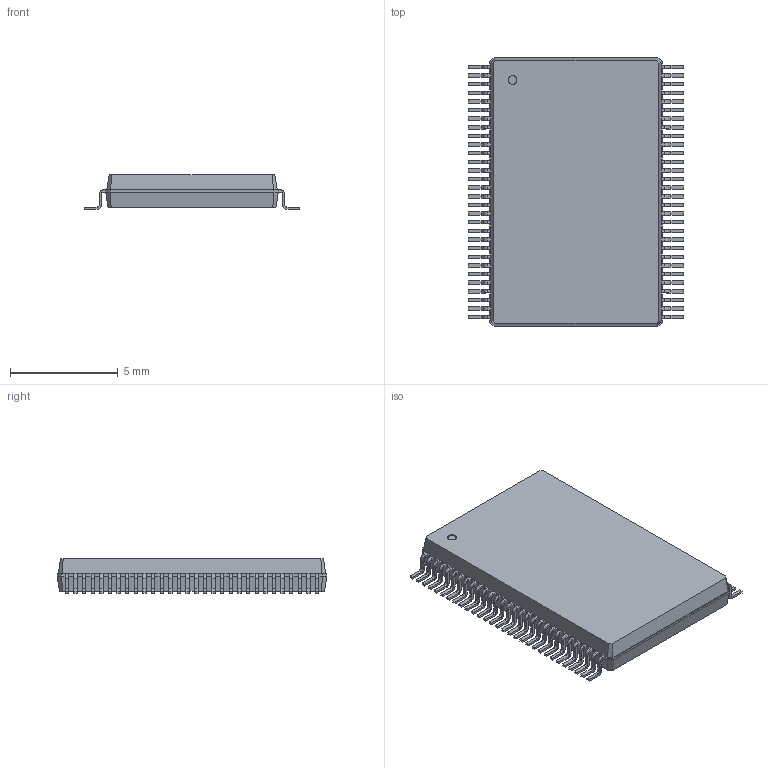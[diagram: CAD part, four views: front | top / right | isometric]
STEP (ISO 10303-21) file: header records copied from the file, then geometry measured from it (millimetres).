
FILE_DESCRIPTION(/* description */ ('model of TSSOP-60_8x12.5mm_P0.4mm'),/* implementation_level */ '2;1');
FILE_NAME(/* name */ 'TSSOP-60_8x12.5mm_P0.4mm.step',/* time_stamp */ '2020-02-11T19:57:58',/* author */ ('kicad StepUp','ksu'),/* organization */ ('FreeCAD'),/* preprocessor_version */ 'OCC',/* originating_system */ 'kicad StepUp',/* authorisation */ '');
FILE_SCHEMA(('AUTOMOTIVE_DESIGN { 1 0 10303 214 1 1 1 1 }'));
Products named in the file (1): TSSOP_60_8x125mm_P04mm
Bounding box: 10 x 12.5 x 1.6 mm (x, y, z)
Volume: 146.9 mm3; surface area: 303.9 mm2
Topology: 1 solids, 1 shells, 936 faces, 2535 edges, 1602 vertices
Faces by surface type: plane 611, cylinder 241, bspline 84
Full cylindrical faces by diameter (mm): 0.4 x1
Entity records: 68918 total; most frequent: CARTESIAN_POINT 12328, DIRECTION 9181, LINE 6269, VECTOR 6269, ORIENTED_EDGE 5070, PCURVE 5070, DEFINITIONAL_REPRESENTATION 5070, EDGE_CURVE 2535
